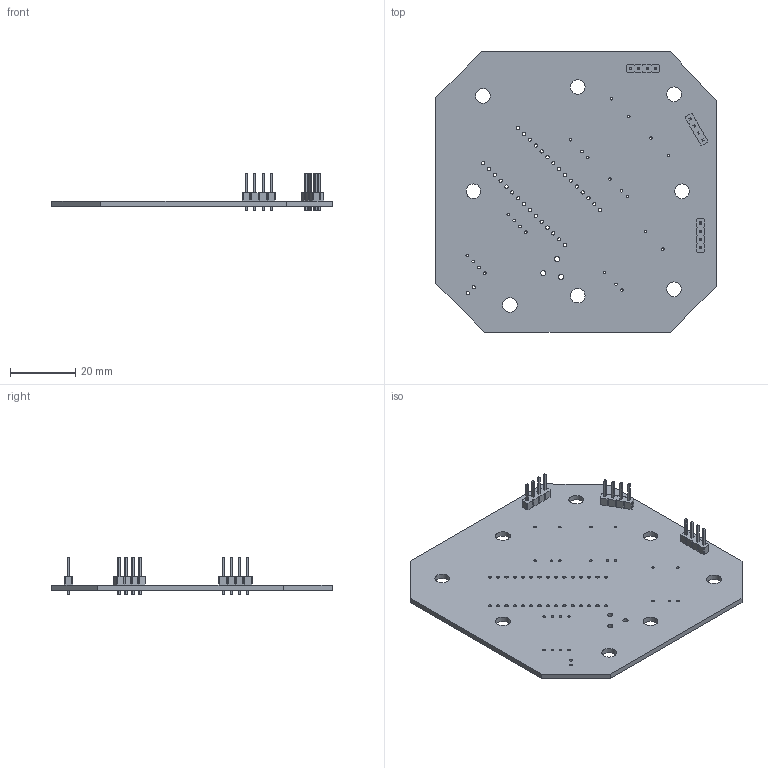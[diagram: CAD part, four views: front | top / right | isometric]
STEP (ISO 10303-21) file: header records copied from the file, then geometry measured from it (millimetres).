
FILE_DESCRIPTION(('KiCad electronic assembly'),'2;1');
FILE_NAME('Project - LED Dimmer Board Another.step', '2021-02-04T14:01:19',('An Author'),('A Company'), 'Open CASCADE STEP processor 6.9','KiCad to STEP converter','Unknown' );
FILE_SCHEMA(('AUTOMOTIVE_DESIGN { 1 0 10303 214 1 1 1 1 }'));
Length unit declared in the file: millimetre
Products named in the file (4): Open CASCADE STEP translator 6.9 1; PinHeader_1x04_P2.54mm_Vertical; SOLID; COMPOUND
Assembly tree (5 placements, depth 3):
  Open CASCADE STEP translator 6.9 1
    PinHeader_1x04_P2.54mm_Vertical  x3
      SOLID
    COMPOUND
Bounding box: 86 x 86 x 11.54 mm (x, y, z)
Volume: 11130.1 mm3; surface area: 15219.2 mm2
Topology: 4 solids, 4 shells, 382 faces, 954 edges, 604 vertices
Faces by surface type: plane 310, cylinder 72
Full cylindrical faces by diameter (mm): 0.762 x15, 0.8 x8, 0.965 x2, 1 x36, 1.6 x3, 4.5 x8
Entity records: 12892 total; most frequent: DIRECTION 1954, CARTESIAN_POINT 1930, LINE 1146, VECTOR 1146, ORIENTED_EDGE 956, PCURVE 956, DEFINITIONAL_REPRESENTATION 956, EDGE_CURVE 478
